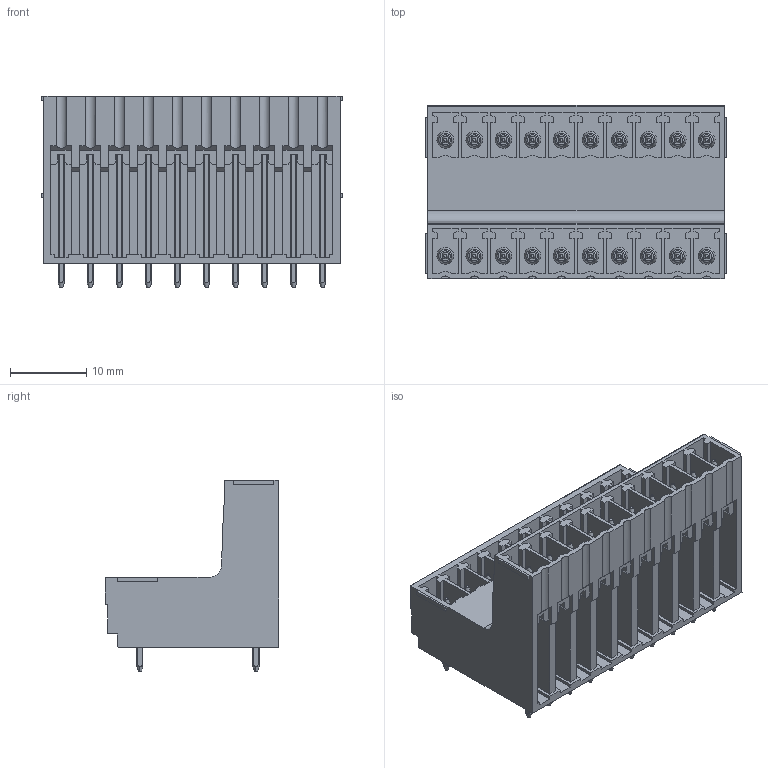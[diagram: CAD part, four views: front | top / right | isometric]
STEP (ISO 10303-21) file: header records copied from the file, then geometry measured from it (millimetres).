
FILE_DESCRIPTION(('CATIA V5 STEP Exchange','CAx-IF Rec.Pracs.--- Model Styling and Organization---1.2---2011-12-15'),'2;1');
FILE_NAME ('D1447338_0_1035560000_1035560000.stp','2018-10-13T11:16:49+00:00',('none'),('Weidmueller'),'CATIA Version 5-6 Release 2014','CATIA V5 STEP AP214','none');
FILE_SCHEMA(('AUTOMOTIVE_DESIGN { 1 0 10303 214 1 1 1 1 }'));
Length unit declared in the file: millimetre
Products named in the file (1): 1035560000
Bounding box: 39.49 x 22.7 x 25.1 mm (x, y, z)
Volume: 8109.6 mm3; surface area: 9056.8 mm2
Topology: 21 solids, 21 shells, 1158 faces, 3208 edges, 2132 vertices
Faces by surface type: plane 761, cylinder 237, cone 120, torus 40
Entity records: 37701 total; most frequent: CARTESIAN_POINT 11195, ORIENTED_EDGE 6416, DIRECTION 3886, EDGE_CURVE 3208, VECTOR 2244, LINE 2244, VERTEX_POINT 2132, EDGE_LOOP 1258
